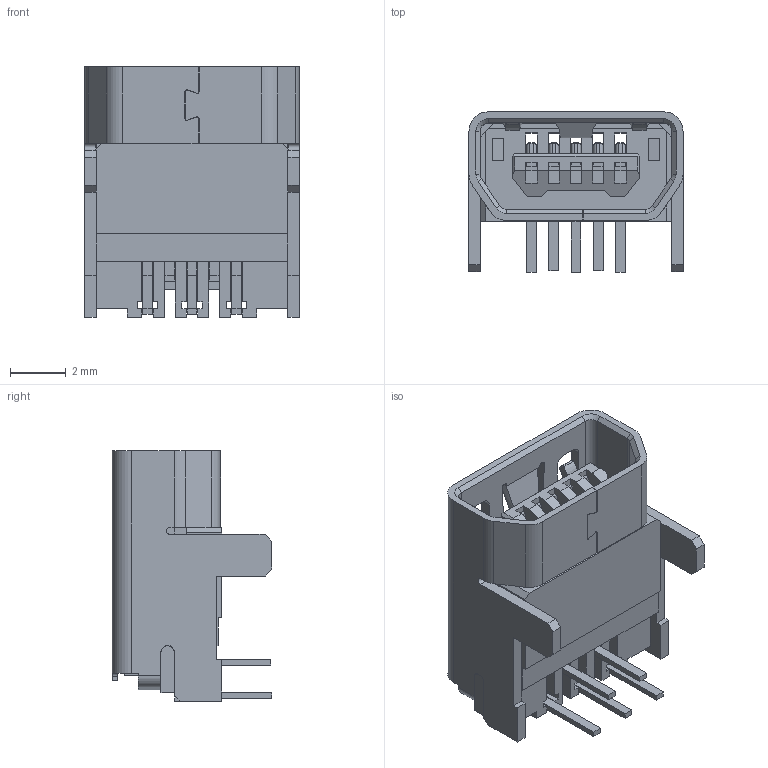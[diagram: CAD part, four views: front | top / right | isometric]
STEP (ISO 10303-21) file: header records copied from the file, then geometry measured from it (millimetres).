
FILE_DESCRIPTION(('STEP AP242'),'1');
FILE_NAME('56579-0519.stp','2021-06-07T13:14:47',('TraceParts'),('TraceParts S.A.'),'Spatial InterOp 3D',' ',' ');
FILE_SCHEMA(('AP242_MANAGED_MODEL_BASED_3D_ENGINEERING_MIM_LF {1 0 10303 442 1 1 4}'));
Length unit declared in the file: millimetre
Products named in the file (1): 56579-0519_1
Bounding box: 7.7 x 5.75 x 9 mm (x, y, z)
Volume: 138.5 mm3; surface area: 598.5 mm2
Topology: 1 solids, 1 shells, 629 faces, 1800 edges, 1168 vertices
Faces by surface type: plane 462, cylinder 131, bspline 20, torus 10, cone 6
Entity records: 21083 total; most frequent: CARTESIAN_POINT 4678, ORIENTED_EDGE 3564, DIRECTION 3190, EDGE_CURVE 1782, LINE 1476, VECTOR 1476, VERTEX_POINT 1132, AXIS2_PLACEMENT_3D 857
